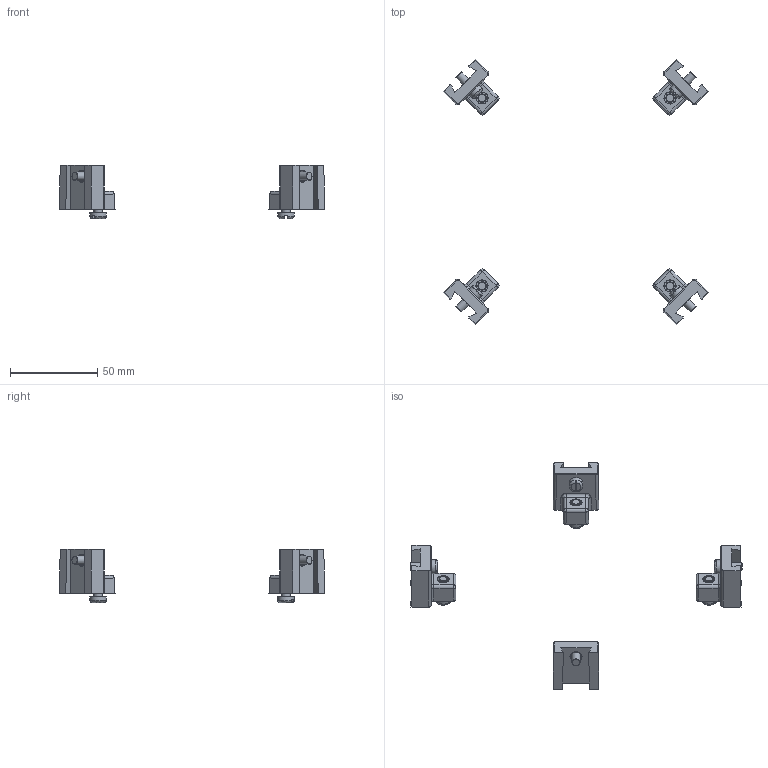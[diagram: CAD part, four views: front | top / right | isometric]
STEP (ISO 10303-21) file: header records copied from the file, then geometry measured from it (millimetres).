
FILE_DESCRIPTION (( 'STEP AP214' ), '1' );
FILE_NAME ('FRAPBKT.STEP', '2020-10-06T14:49:27', ( '' ), ( '' ), 'SwSTEP 2.0', 'SolidWorks 2019', '' );
FILE_SCHEMA (( 'AUTOMOTIVE_DESIGN' ));
Length unit declared in the file: inch
Products named in the file (1): FRAPBKT
Bounding box: 152.67 x 152.67 x 30.81 mm (x, y, z)
Volume: 30923.9 mm3; surface area: 17179.6 mm2
Topology: 12 solids, 12 shells, 248 faces, 572 edges, 356 vertices
Faces by surface type: plane 112, cylinder 76, bspline 52, cone 8
Full cylindrical faces by diameter (mm): 4.826 x8, 6.426 x8, 8 x4, 9.474 x4
Entity records: 9541 total; most frequent: CARTESIAN_POINT 4489, ORIENTED_EDGE 1008, DIRECTION 894, EDGE_CURVE 504, VERTEX_POINT 332, AXIS2_PLACEMENT_3D 325, EDGE_LOOP 316, FACE_OUTER_BOUND 284
